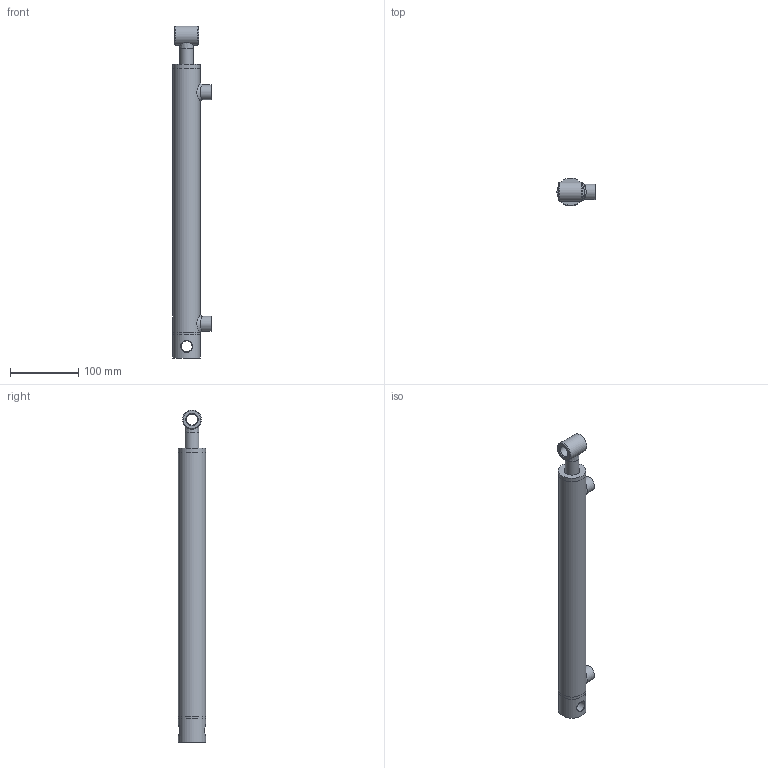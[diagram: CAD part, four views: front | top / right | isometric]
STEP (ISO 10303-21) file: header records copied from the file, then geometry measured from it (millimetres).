
FILE_DESCRIPTION(/* description */ (''),/* implementation_level */ '2;1');
FILE_NAME(/* name */ 'CY0320200300B16G16-1.stp',/* time_stamp */ '2023-06-01T08:39:04+02:00',/* author */ ('msn'),/* organization */ (''),/* preprocessor_version */ 'ST-DEVELOPER v19.2',/* originating_system */ 'Autodesk Inventor 2024',/* authorisation */ '');
FILE_SCHEMA (('AUTOMOTIVE_DESIGN { 1 0 10303 214 3 1 1 }'));
Length unit declared in the file: millimetre
Products named in the file (10): CY0320200300B16G16-1; CY0320200300B16G16-1_1; Rør Ø40ø32; NBT004203220; Stok; NBP000032015; NBFFL0040032; NBBS16035028; NBBORSG1-4; Wuerth_037114_DIN 982, stål 8, forzinket
Assembly tree (10 placements, depth 2):
  CY0320200300B16G16-1
    CY0320200300B16G16-1_1
    Rør Ø40ø32
    NBT004203220
    Stok
    NBP000032015
    NBFFL0040032
    NBBS16035028
    NBBORSG1-4  x2
    Wuerth_037114_DIN 982, stål 8, forzinket
Bounding box: 55.77 x 40 x 486 mm (x, y, z)
Volume: 397409.3 mm3; surface area: 156159.2 mm2
Topology: 12 solids, 12 shells, 147 faces, 298 edges, 192 vertices
Faces by surface type: cylinder 57, plane 47, cone 37, bspline 5, torus 1
Full cylindrical faces by diameter (mm): 6 x2, 11.445 x2, 12.6 x1, 14 x3, 15 x3, 16.2 x1, 16.25 x1, 17 x1, 20 x4, 22 x7, 23 x1, 27 x2, 28 x3, 28.6 x1, 32 x7, 34 x1, 34.376 x1, 36 x1, 40 x4
Entity records: 5496 total; most frequent: CARTESIAN_POINT 2080, DIRECTION 686, ORIENTED_EDGE 574, AXIS2_PLACEMENT_3D 301, EDGE_CURVE 287, VERTEX_POINT 185, EDGE_LOOP 184, CIRCLE 145
